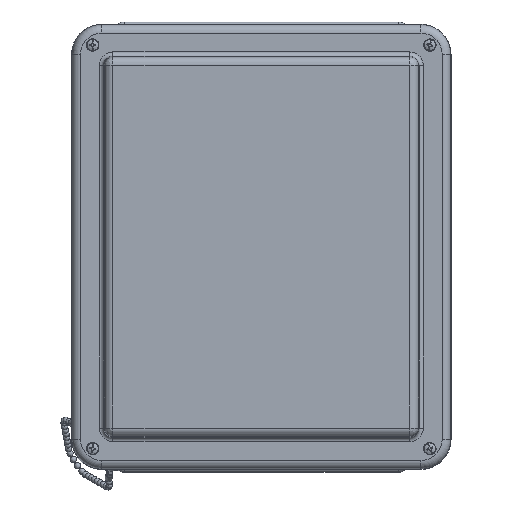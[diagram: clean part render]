
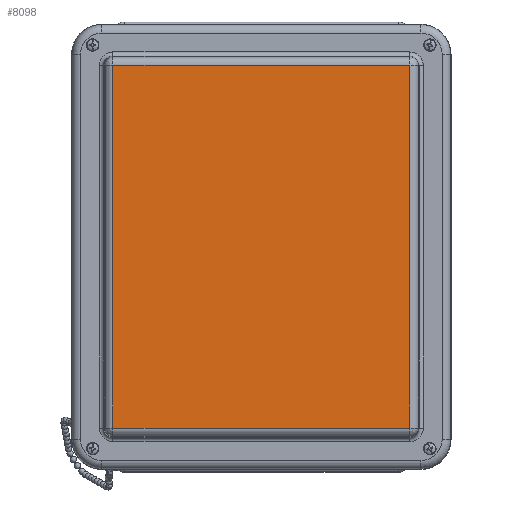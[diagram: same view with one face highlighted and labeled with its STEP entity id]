
A CAD part, top view. The second image highlights one B-rep face of the part: STEP entity #8098.
In plain terms, the highlighted planar face has unit normal (0, 0, 1).
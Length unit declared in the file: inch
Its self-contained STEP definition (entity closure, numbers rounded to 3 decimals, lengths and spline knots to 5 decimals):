
#661=LINE($,#15089,#1041);
#664=LINE($,#15096,#1044);
#665=LINE($,#15129,#1045);
#668=LINE($,#15136,#1048);
#1041=VECTOR($,#11014,10.92235);
#1044=VECTOR($,#11021,8.93919);
#1045=VECTOR($,#11038,8.93919);
#1048=VECTOR($,#11045,10.92235);
#1272=PLANE($,#9050);
#2099=FACE_OUTER_BOUND($,#2725,.T.);
#2725=EDGE_LOOP($,(#6727,#6728,#6729,#6730,#6731,#6732,#6733,#6734));
#3435=CIRCLE($,#9025,0.00648);
#3441=CIRCLE($,#9033,0.00648);
#3445=CIRCLE($,#9037,0.00648);
#3449=CIRCLE($,#9043,0.00648);
#4072=VERTEX_POINT($,#15078);
#4073=VERTEX_POINT($,#15080);
#4076=VERTEX_POINT($,#15087);
#4077=VERTEX_POINT($,#15092);
#4080=VERTEX_POINT($,#15107);
#4081=VERTEX_POINT($,#15120);
#4084=VERTEX_POINT($,#15127);
#4085=VERTEX_POINT($,#15132);
#5024=EDGE_CURVE($,#4072,#4073,#3435,.T.);
#5028=EDGE_CURVE($,#4076,#4072,#661,.T.);
#5032=EDGE_CURVE($,#4073,#4077,#664,.T.);
#5034=EDGE_CURVE($,#4080,#4076,#3441,.T.);
#5038=EDGE_CURVE($,#4077,#4081,#3445,.T.);
#5040=EDGE_CURVE($,#4084,#4080,#665,.T.);
#5044=EDGE_CURVE($,#4081,#4085,#668,.T.);
#5046=EDGE_CURVE($,#4085,#4084,#3449,.T.);
#6727=ORIENTED_EDGE($,*,*,#5024,.F.);
#6728=ORIENTED_EDGE($,*,*,#5028,.F.);
#6729=ORIENTED_EDGE($,*,*,#5034,.F.);
#6730=ORIENTED_EDGE($,*,*,#5040,.F.);
#6731=ORIENTED_EDGE($,*,*,#5046,.F.);
#6732=ORIENTED_EDGE($,*,*,#5044,.F.);
#6733=ORIENTED_EDGE($,*,*,#5038,.F.);
#6734=ORIENTED_EDGE($,*,*,#5032,.F.);
#8098=ADVANCED_FACE($,(#2099),#1272,.T.);
#9025=AXIS2_PLACEMENT_3D($,#15081,#11004,#11005);
#9033=AXIS2_PLACEMENT_3D($,#15109,#11024,#11025);
#9037=AXIS2_PLACEMENT_3D($,#15124,#11032,#11033);
#9043=AXIS2_PLACEMENT_3D($,#15147,#11048,#11049);
#9050=AXIS2_PLACEMENT_3D($,#15166,#11069,#11070);
#11004=DIRECTION('center_axis',(0.,0.,-1.));
#11005=DIRECTION('ref_axis',(0.707,-0.707,0.));
#11014=DIRECTION($,(0.,-1.,0.));
#11021=DIRECTION($,(-1.,0.,0.));
#11024=DIRECTION('center_axis',(0.,0.,-1.));
#11025=DIRECTION('ref_axis',(0.707,0.707,0.));
#11032=DIRECTION('center_axis',(0.,0.,-1.));
#11033=DIRECTION('ref_axis',(-0.707,-0.707,0.));
#11038=DIRECTION($,(1.,0.,0.));
#11045=DIRECTION($,(0.,1.,0.));
#11048=DIRECTION('center_axis',(0.,0.,-1.));
#11049=DIRECTION('ref_axis',(-0.707,0.707,0.));
#11069=DIRECTION('center_axis',(0.,0.,1.));
#11070=DIRECTION('ref_axis',(1.,0.,0.));
#15078=CARTESIAN_POINT('',(4.47607,-5.46118,2.137));
#15080=CARTESIAN_POINT('',(4.4696,-5.46765,2.137));
#15081=CARTESIAN_POINT('Origin',(4.4696,-5.46118,2.137));
#15087=CARTESIAN_POINT('',(4.47607,5.46118,2.137));
#15089=CARTESIAN_POINT($,(4.47607,5.46118,2.137));
#15092=CARTESIAN_POINT('',(-4.4696,-5.46765,2.137));
#15096=CARTESIAN_POINT($,(4.4696,-5.46765,2.137));
#15107=CARTESIAN_POINT('',(4.4696,5.46765,2.137));
#15109=CARTESIAN_POINT('Origin',(4.4696,5.46118,2.137));
#15120=CARTESIAN_POINT('',(-4.47607,-5.46118,2.137));
#15124=CARTESIAN_POINT('Origin',(-4.4696,-5.46118,2.137));
#15127=CARTESIAN_POINT('',(-4.4696,5.46765,2.137));
#15129=CARTESIAN_POINT($,(-4.4696,5.46765,2.137));
#15132=CARTESIAN_POINT('',(-4.47607,5.46118,2.137));
#15136=CARTESIAN_POINT($,(-4.47607,-5.46118,2.137));
#15147=CARTESIAN_POINT('Origin',(-4.4696,5.46118,2.137));
#15166=CARTESIAN_POINT('Origin',(0.,0.,2.137));
